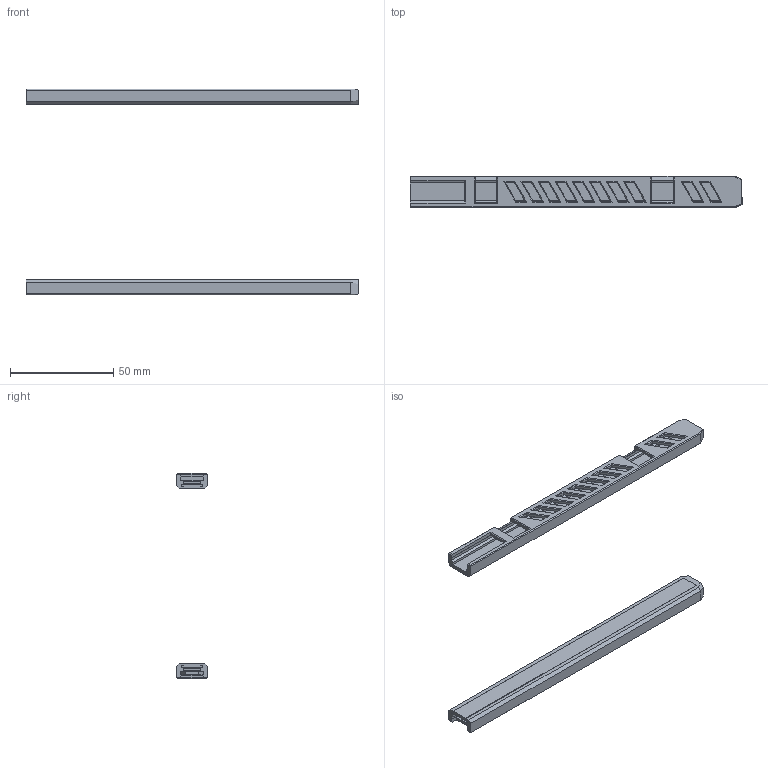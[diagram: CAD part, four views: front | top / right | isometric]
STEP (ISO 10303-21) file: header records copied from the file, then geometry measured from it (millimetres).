
FILE_DESCRIPTION(/* description */ (''),/* implementation_level */ '2;1');
FILE_NAME(/* name */ 'matchstick_diffuser.step',/* time_stamp */ '2023-02-01T11:02:20-05:00',/* author */ (''),/* organization */ (''),/* preprocessor_version */ 'ST-DEVELOPER v19.2',/* originating_system */ 'Autodesk Translation Framework v11.17.0.187',/* authorisation */ '');
FILE_SCHEMA (('AUTOMOTIVE_DESIGN { 1 0 10303 214 3 1 1 }'));
Length unit declared in the file: millimetre
Products named in the file (4): Matchstick Diffuser; Rainbow_Matchstick PCB; Diffuser_A; Diffuser_B
Assembly tree (3 placements, depth 2):
  Matchstick Diffuser
    Rainbow_Matchstick PCB
    Diffuser_A
    Diffuser_B
Bounding box: 161 x 15.25 x 99.6 mm (x, y, z)
Volume: 22147 mm3; surface area: 29073 mm2
Topology: 5 solids, 5 shells, 352 faces, 906 edges, 552 vertices
Faces by surface type: plane 322, cylinder 26, cone 4
Full cylindrical faces by diameter (mm): 0.5 x16, 0.95 x3, 1 x1, 3.2 x2
Entity records: 10614 total; most frequent: CARTESIAN_POINT 1813, ORIENTED_EDGE 1804, DIRECTION 1672, EDGE_CURVE 902, LINE 850, VECTOR 850, VERTEX_POINT 552, EDGE_LOOP 436
